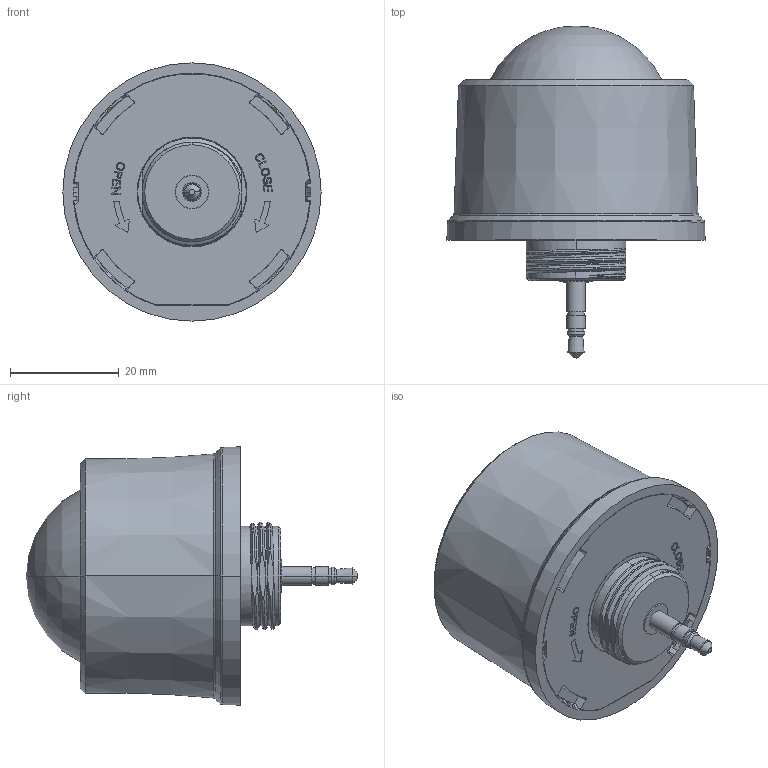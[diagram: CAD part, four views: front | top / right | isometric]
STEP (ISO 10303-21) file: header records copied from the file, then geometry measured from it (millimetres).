
FILE_DESCRIPTION((''),'2;1');
FILE_NAME('PIR_9033P00_8','2025-05-14T14:51:59',('001'),(''),'CREO PARAMETRIC BY PTC INC, 2019224','CREO PARAMETRIC BY PTC INC, 2019224','');
FILE_SCHEMA(('AUTOMOTIVE_DESIGN { 1 0 10303 214 1 1 1 1 }'));
Length unit declared in the file: millimetre
Products named in the file (1): PIR_9033P00_8
Bounding box: 47.58 x 61.15 x 47.58 mm (x, y, z)
Volume: 13509.5 mm3; surface area: 18320.3 mm2
Topology: 5 solids, 5 shells, 667 faces, 1816 edges, 1196 vertices
Faces by surface type: plane 262, extrusion 212, cylinder 93, cone 64, bspline 24, torus 8, sphere 4
Entity records: 29473 total; most frequent: CARTESIAN_POINT 8084, ORIENTED_EDGE 3624, DIRECTION 2592, PRESENTATION_STYLE_ASSIGNMENT 1817, STYLED_ITEM 1817, CURVE_STYLE 1812, EDGE_CURVE 1812, VERTEX_POINT 1196
